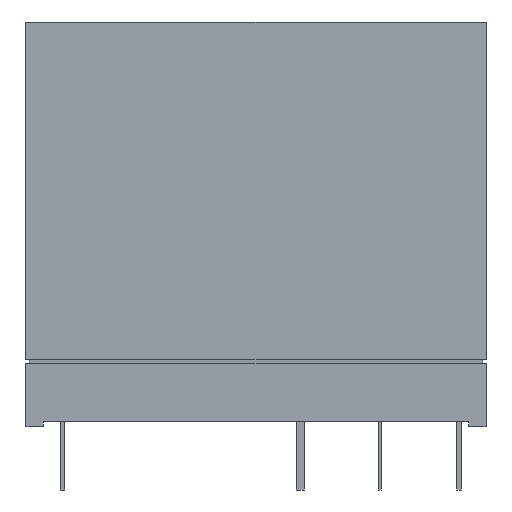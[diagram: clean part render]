
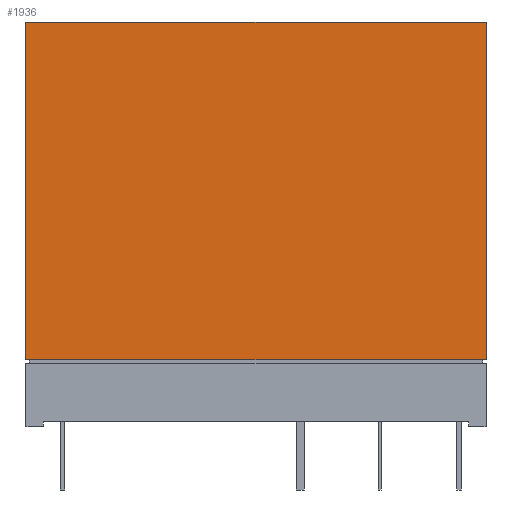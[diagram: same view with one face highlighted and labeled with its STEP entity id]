
A CAD part, left-side view. The second image highlights one B-rep face of the part: STEP entity #1936.
In plain terms, the highlighted planar face has unit normal (-1, 0, 0).
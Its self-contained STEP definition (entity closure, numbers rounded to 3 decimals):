
#1834 = VERTEX_POINT('',#1835);
#1835 = CARTESIAN_POINT('',(-0.3,-0.15,4.15));
#1850 = VERTEX_POINT('',#1851);
#1851 = CARTESIAN_POINT('',(-0.3,-29.15,4.15));
#1857 = EDGE_CURVE('',#1834,#1850,#1858,.T.);
#1858 = LINE('',#1859,#1860);
#1859 = CARTESIAN_POINT('',(-0.3,-0.15,4.15));
#1860 = VECTOR('',#1861,1.);
#1861 = DIRECTION('',(0.,-1.,0.));
#1910 = EDGE_CURVE('',#1911,#1834,#1913,.T.);
#1911 = VERTEX_POINT('',#1912);
#1912 = CARTESIAN_POINT('',(-0.3,-0.15,25.45));
#1913 = LINE('',#1914,#1915);
#1914 = CARTESIAN_POINT('',(-0.3,-0.15,65.63));
#1915 = VECTOR('',#1916,1.);
#1916 = DIRECTION('',(0.,0.,-1.));
#1936 = ADVANCED_FACE('',(#1937),#1955,.F.);
#1937 = FACE_BOUND('',#1938,.T.);
#1938 = EDGE_LOOP('',(#1939,#1947,#1948,#1949));
#1939 = ORIENTED_EDGE('',*,*,#1940,.F.);
#1940 = EDGE_CURVE('',#1911,#1941,#1943,.T.);
#1941 = VERTEX_POINT('',#1942);
#1942 = CARTESIAN_POINT('',(-0.3,-29.15,25.45));
#1943 = LINE('',#1944,#1945);
#1944 = CARTESIAN_POINT('',(-0.3,-0.15,25.45));
#1945 = VECTOR('',#1946,1.);
#1946 = DIRECTION('',(0.,-1.,0.));
#1947 = ORIENTED_EDGE('',*,*,#1910,.T.);
#1948 = ORIENTED_EDGE('',*,*,#1857,.T.);
#1949 = ORIENTED_EDGE('',*,*,#1950,.F.);
#1950 = EDGE_CURVE('',#1941,#1850,#1951,.T.);
#1951 = LINE('',#1952,#1953);
#1952 = CARTESIAN_POINT('',(-0.3,-29.15,65.63));
#1953 = VECTOR('',#1954,1.);
#1954 = DIRECTION('',(0.,0.,-1.));
#1955 = PLANE('',#1956);
#1956 = AXIS2_PLACEMENT_3D('',#1957,#1958,#1959);
#1957 = CARTESIAN_POINT('',(-0.3,-0.15,65.63));
#1958 = DIRECTION('',(1.,0.,0.));
#1959 = DIRECTION('',(0.,1.,0.));
